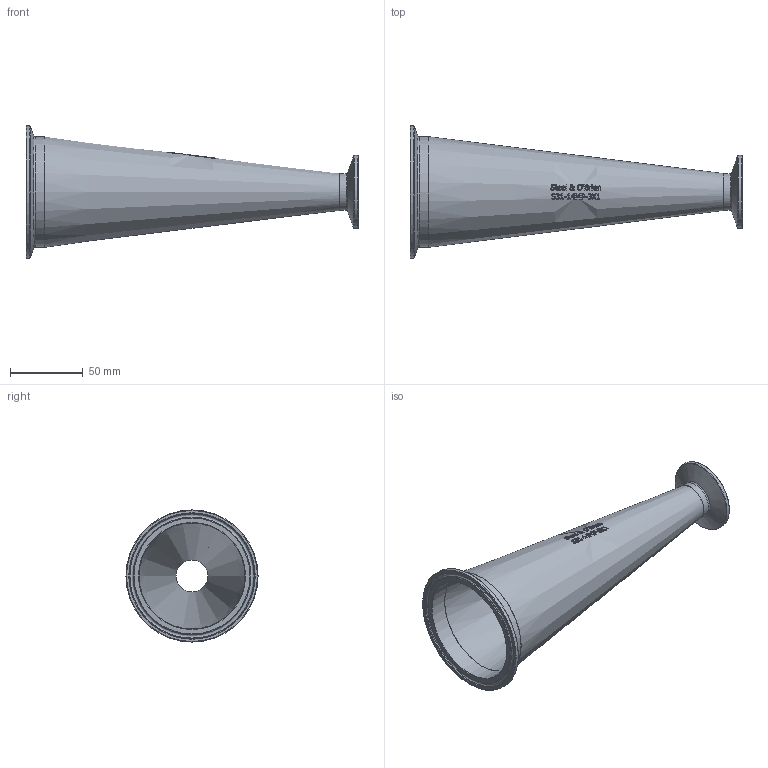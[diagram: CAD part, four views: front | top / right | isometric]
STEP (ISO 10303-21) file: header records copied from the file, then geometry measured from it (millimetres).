
FILE_DESCRIPTION(/* description */ (''),/* implementation_level */ '2;1');
FILE_NAME(/* name */ 'S31-14MP-3X1.stp',/* time_stamp */ '2018-11-28T08:47:03-05:00',/* author */ ('rick'),/* organization */ (''),/* preprocessor_version */ 'ST-DEVELOPER v15.2',/* originating_system */ 'Autodesk Inventor 2014',/* authorisation */ '');
FILE_SCHEMA (('AUTOMOTIVE_DESIGN { 1 0 10303 214 3 1 1 }'));
Length unit declared in the file: inch
Products named in the file (1): S31-14MP-3X1
Bounding box: 228.6 x 90.91 x 90.91 mm (x, y, z)
Volume: 72141.2 mm3; surface area: 78588.2 mm2
Topology: 1 solids, 1 shells, 445 faces, 1181 edges, 780 vertices
Faces by surface type: plane 193, bspline 184, cone 44, torus 18, cylinder 6
Full cylindrical faces by diameter (mm): 22.098 x1, 25.4 x1, 50.394 x1, 72.898 x1, 76.2 x1, 90.907 x1
Entity records: 16987 total; most frequent: CARTESIAN_POINT 7032, ORIENTED_EDGE 2294, DIRECTION 1531, EDGE_CURVE 1147, VERTEX_POINT 778, LINE 539, VECTOR 539, EDGE_LOOP 521
